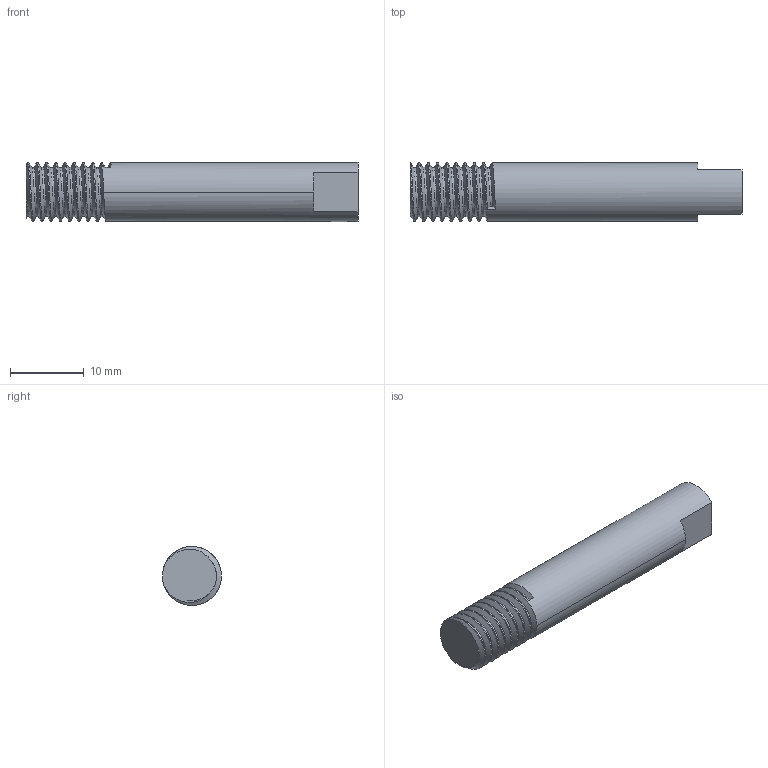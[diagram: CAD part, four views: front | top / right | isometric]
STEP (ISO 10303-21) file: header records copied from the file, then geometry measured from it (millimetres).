
FILE_DESCRIPTION (( 'STEP AP214' ), '1' );
FILE_NAME ('axe avant.step', '2020-06-05T20:05:27', ( '' ), ( '' ), 'SwSTEP 2.0', 'SolidWorks 2019', '' );
FILE_SCHEMA (( 'AUTOMOTIVE_DESIGN' ));
Length unit declared in the file: millimetre
Products named in the file (1): axe avant
Bounding box: 45 x 8 x 8 mm (x, y, z)
Volume: 2019.7 mm3; surface area: 1470.9 mm2
Topology: 1 solids, 1 shells, 33 faces, 91 edges, 59 vertices
Faces by surface type: cylinder 21, plane 7, bspline 3, cone 2
Entity records: 2501 total; most frequent: CARTESIAN_POINT 1746, ORIENTED_EDGE 178, DIRECTION 117, EDGE_CURVE 89, VERTEX_POINT 59, AXIS2_PLACEMENT_3D 43, EDGE_LOOP 34, FACE_OUTER_BOUND 33
